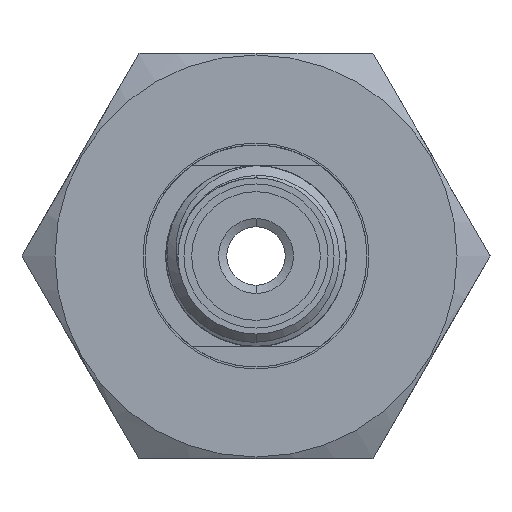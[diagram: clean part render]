
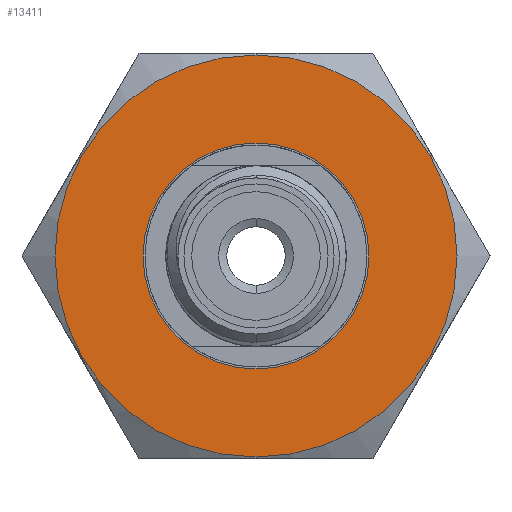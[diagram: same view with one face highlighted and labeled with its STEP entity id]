
A CAD part, left-side view. The second image highlights one B-rep face of the part: STEP entity #13411.
In plain terms, the highlighted planar face has unit normal (-1, 0, 0).
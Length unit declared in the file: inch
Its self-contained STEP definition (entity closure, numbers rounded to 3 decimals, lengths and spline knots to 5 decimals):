
#554 = VERTEX_POINT ( 'NONE', #2786 ) ;
#625 = VERTEX_POINT ( 'NONE', #19238 ) ;
#1727 = AXIS2_PLACEMENT_3D ( 'NONE', #6349, #12052, #9420 ) ;
#2786 = CARTESIAN_POINT ( 'NONE',  ( -1.13, 0., 0.62 ) ) ;
#3407 = ORIENTED_EDGE ( 'NONE', *, *, #11584, .F. ) ;
#3936 = AXIS2_PLACEMENT_3D ( 'NONE', #6004, #25075, #14226 ) ;
#3945 = EDGE_CURVE ( 'NONE', #27193, #554, #25947, .T. ) ;
#5805 = CARTESIAN_POINT ( 'NONE',  ( -1.13, 0., 0. ) ) ;
#6004 = CARTESIAN_POINT ( 'NONE',  ( -1.13, 0., 0. ) ) ;
#6033 = DIRECTION ( 'NONE',  ( 1., 0., 0. ) ) ;
#6349 = CARTESIAN_POINT ( 'NONE',  ( -1.13, 0., 0. ) ) ;
#7864 = EDGE_LOOP ( 'NONE', ( #33017, #3407 ) ) ;
#9192 = CARTESIAN_POINT ( 'NONE',  ( -1.13, 0., 0.3485 ) ) ;
#9420 = DIRECTION ( 'NONE',  ( 0., 0., -1. ) ) ;
#9859 = EDGE_LOOP ( 'NONE', ( #15986, #26553 ) ) ;
#11584 = EDGE_CURVE ( 'NONE', #554, #27193, #17261, .T. ) ;
#12052 = DIRECTION ( 'NONE',  ( 1., 0., 0. ) ) ;
#12224 = CARTESIAN_POINT ( 'NONE',  ( -1.13, 0.3485, 0. ) ) ;
#12238 = AXIS2_PLACEMENT_3D ( 'NONE', #31536, #34304, #17934 ) ;
#12942 = CARTESIAN_POINT ( 'NONE',  ( -1.13, 0., -0.62 ) ) ;
#13411 = ADVANCED_FACE ( 'NONE', ( #25330, #21487 ), #22384, .T. ) ;
#14226 = DIRECTION ( 'NONE',  ( 0., 0., -1. ) ) ;
#15986 = ORIENTED_EDGE ( 'NONE', *, *, #29363, .T. ) ;
#17261 = CIRCLE ( 'NONE', #12238, 0.62 ) ;
#17934 = DIRECTION ( 'NONE',  ( 0., 0., -1. ) ) ;
#19238 = CARTESIAN_POINT ( 'NONE',  ( -1.13, 0., -0.3485 ) ) ;
#21487 = FACE_OUTER_BOUND ( 'NONE', #7864, .T. ) ;
#22384 = PLANE ( 'NONE',  #34186 ) ;
#24796 = EDGE_CURVE ( 'NONE', #28371, #625, #29906, .T. ) ;
#25075 = DIRECTION ( 'NONE',  ( 1., 0., 0. ) ) ;
#25330 = FACE_BOUND ( 'NONE', #9859, .T. ) ;
#25947 = CIRCLE ( 'NONE', #3936, 0.62 ) ;
#26409 = AXIS2_PLACEMENT_3D ( 'NONE', #5805, #6033, #33345 ) ;
#26553 = ORIENTED_EDGE ( 'NONE', *, *, #24796, .T. ) ;
#27193 = VERTEX_POINT ( 'NONE', #12942 ) ;
#28371 = VERTEX_POINT ( 'NONE', #9192 ) ;
#29363 = EDGE_CURVE ( 'NONE', #625, #28371, #33220, .T. ) ;
#29906 = CIRCLE ( 'NONE', #1727, 0.3485 ) ;
#31306 = DIRECTION ( 'NONE',  ( -1., 0., 0. ) ) ;
#31536 = CARTESIAN_POINT ( 'NONE',  ( -1.13, 0., 0. ) ) ;
#33017 = ORIENTED_EDGE ( 'NONE', *, *, #3945, .F. ) ;
#33220 = CIRCLE ( 'NONE', #26409, 0.3485 ) ;
#33345 = DIRECTION ( 'NONE',  ( 0., 0., -1. ) ) ;
#33843 = DIRECTION ( 'NONE',  ( 0., 0., 1. ) ) ;
#34186 = AXIS2_PLACEMENT_3D ( 'NONE', #12224, #31306, #33843 ) ;
#34304 = DIRECTION ( 'NONE',  ( 1., 0., 0. ) ) ;
